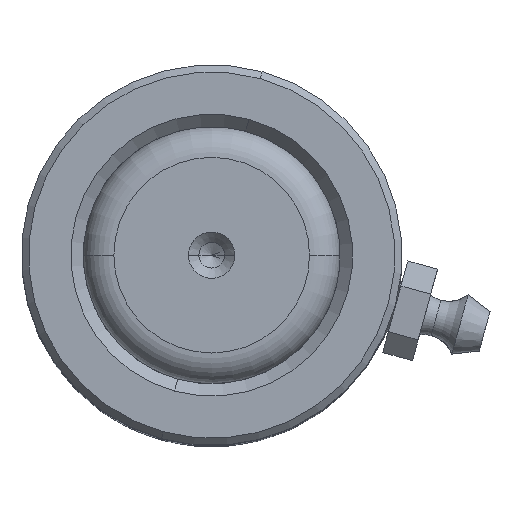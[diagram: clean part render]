
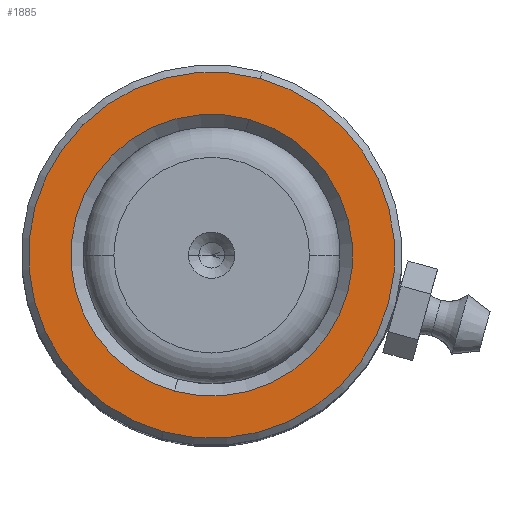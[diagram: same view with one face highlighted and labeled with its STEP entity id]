
A CAD part, top view. The second image highlights one B-rep face of the part: STEP entity #1885.
In plain terms, the highlighted planar face has unit normal (0, 0, 1).
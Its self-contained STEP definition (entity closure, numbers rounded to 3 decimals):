
#78 = DIRECTION ( 'NONE',  ( 1., 0., 0. ) ) ;
#200 = AXIS2_PLACEMENT_3D ( 'NONE', #6582, #1112, #6607 ) ;
#233 = DIRECTION ( 'NONE',  ( 0., 0., 1. ) ) ;
#272 = EDGE_LOOP ( 'NONE', ( #6347, #8546 ) ) ;
#481 = AXIS2_PLACEMENT_3D ( 'NONE', #3912, #4004, #6002 ) ;
#568 = CARTESIAN_POINT ( 'NONE',  ( -17.8, 0., 80. ) ) ;
#662 = EDGE_LOOP ( 'NONE', ( #2844, #6250 ) ) ;
#762 = DIRECTION ( 'NONE',  ( 0., 0., -1. ) ) ;
#776 = FACE_BOUND ( 'NONE', #272, .T. ) ;
#1112 = DIRECTION ( 'NONE',  ( 0., 0., -1. ) ) ;
#1141 = AXIS2_PLACEMENT_3D ( 'NONE', #1579, #233, #7161 ) ;
#1579 = CARTESIAN_POINT ( 'NONE',  ( 0., 0., 80. ) ) ;
#1778 = CARTESIAN_POINT ( 'NONE',  ( 17.8, 0., 80. ) ) ;
#1885 = ADVANCED_FACE ( 'NONE', ( #6381, #776 ), #3882, .T. ) ;
#2140 = VERTEX_POINT ( 'NONE', #5926 ) ;
#2230 = CIRCLE ( 'NONE', #2581, 17.8 ) ;
#2292 = CARTESIAN_POINT ( 'NONE',  ( 0., 0., 80. ) ) ;
#2458 = CARTESIAN_POINT ( 'NONE',  ( 13.7, 0., 80. ) ) ;
#2578 = EDGE_CURVE ( 'NONE', #6103, #2140, #5628, .T. ) ;
#2581 = AXIS2_PLACEMENT_3D ( 'NONE', #2292, #8425, #8397 ) ;
#2780 = AXIS2_PLACEMENT_3D ( 'NONE', #8294, #762, #78 ) ;
#2844 = ORIENTED_EDGE ( 'NONE', *, *, #6749, .T. ) ;
#3254 = VERTEX_POINT ( 'NONE', #1778 ) ;
#3882 = PLANE ( 'NONE',  #481 ) ;
#3912 = CARTESIAN_POINT ( 'NONE',  ( 0., 0., 80. ) ) ;
#4004 = DIRECTION ( 'NONE',  ( 0., 0., 1. ) ) ;
#4514 = VERTEX_POINT ( 'NONE', #568 ) ;
#4957 = EDGE_CURVE ( 'NONE', #2140, #6103, #6462, .T. ) ;
#5257 = EDGE_CURVE ( 'NONE', #3254, #4514, #8289, .T. ) ;
#5628 = CIRCLE ( 'NONE', #200, 13.7 ) ;
#5926 = CARTESIAN_POINT ( 'NONE',  ( -13.7, 0., 80. ) ) ;
#6002 = DIRECTION ( 'NONE',  ( 1., 0., 0. ) ) ;
#6103 = VERTEX_POINT ( 'NONE', #2458 ) ;
#6250 = ORIENTED_EDGE ( 'NONE', *, *, #5257, .T. ) ;
#6347 = ORIENTED_EDGE ( 'NONE', *, *, #2578, .T. ) ;
#6381 = FACE_OUTER_BOUND ( 'NONE', #662, .T. ) ;
#6462 = CIRCLE ( 'NONE', #2780, 13.7 ) ;
#6582 = CARTESIAN_POINT ( 'NONE',  ( 0., 0., 80. ) ) ;
#6607 = DIRECTION ( 'NONE',  ( 1., 0., 0. ) ) ;
#6749 = EDGE_CURVE ( 'NONE', #4514, #3254, #2230, .T. ) ;
#7161 = DIRECTION ( 'NONE',  ( 1., 0., 0. ) ) ;
#8289 = CIRCLE ( 'NONE', #1141, 17.8 ) ;
#8294 = CARTESIAN_POINT ( 'NONE',  ( 0., 0., 80. ) ) ;
#8397 = DIRECTION ( 'NONE',  ( 1., 0., 0. ) ) ;
#8425 = DIRECTION ( 'NONE',  ( 0., 0., 1. ) ) ;
#8546 = ORIENTED_EDGE ( 'NONE', *, *, #4957, .T. ) ;
